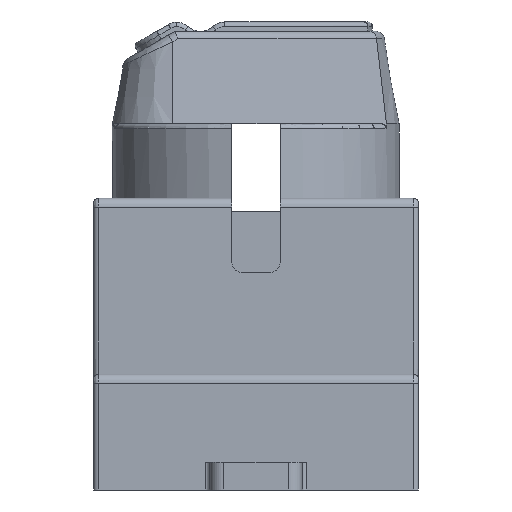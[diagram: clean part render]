
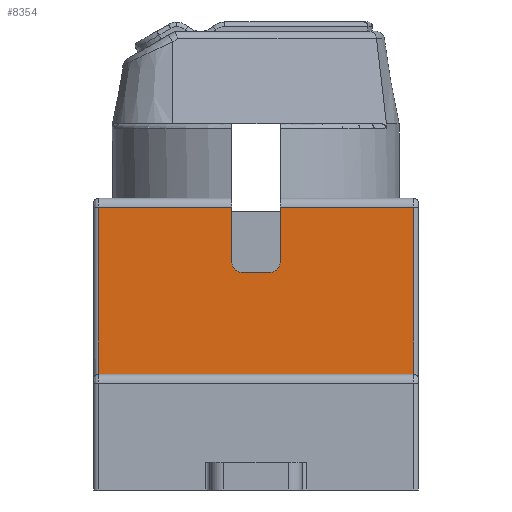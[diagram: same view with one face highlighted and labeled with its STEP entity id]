
A CAD part, front view. The second image highlights one B-rep face of the part: STEP entity #8354.
In plain terms, the highlighted planar face has unit normal (0, -1, 0).
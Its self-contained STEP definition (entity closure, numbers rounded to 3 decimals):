
#518=DIRECTION('',(0.,0.,1.));
#519=VECTOR('',#518,6.);
#520=CARTESIAN_POINT('',(-6.741,-22.234,64.182));
#521=LINE('',#520,#519);
#1456=DIRECTION('',(0.,0.,-1.));
#1457=VECTOR('',#1456,6.);
#1458=CARTESIAN_POINT('',(-11.941,-22.234,
70.182));
#1459=LINE('',#1458,#1457);
#2137=DIRECTION('',(1.,0.,0.));
#2138=VECTOR('',#2137,14.4);
#2139=CARTESIAN_POINT('',(-26.341,-22.234,
70.182));
#2140=LINE('',#2139,#2138);
#2420=DIRECTION('',(0.,0.,-1.));
#2421=VECTOR('',#2420,18.);
#2422=CARTESIAN_POINT('',(7.659,-22.234,70.182));
#2423=LINE('',#2422,#2421);
#2428=CARTESIAN_POINT('',(-10.941,-22.234,
64.182));
#2429=DIRECTION('',(0.,1.,0.));
#2430=DIRECTION('',(0.,0.,-1.));
#2431=AXIS2_PLACEMENT_3D('',#2428,#2429,#2430);
#2433=CARTESIAN_POINT('',(-7.741,-22.234,
64.182));
#2434=DIRECTION('',(0.,1.,0.));
#2435=DIRECTION('',(1.,0.,0.));
#2436=AXIS2_PLACEMENT_3D('',#2433,#2434,#2435);
#2442=DIRECTION('',(-1.,0.,0.));
#2443=VECTOR('',#2442,34.);
#2444=CARTESIAN_POINT('',(7.659,-22.234,52.182));
#2445=LINE('',#2444,#2443);
#2463=CARTESIAN_POINT('',(-26.341,-22.234,
52.182));
#2502=DIRECTION('',(0.,0.,1.));
#2503=VECTOR('',#2502,18.);
#2504=CARTESIAN_POINT('',(-26.341,-22.234,
52.182));
#2505=LINE('',#2504,#2503);
#2877=DIRECTION('',(1.,0.,0.));
#2878=VECTOR('',#2877,14.4);
#2879=CARTESIAN_POINT('',(-6.741,-22.234,
70.182));
#2880=LINE('',#2879,#2878);
#3666=DIRECTION('',(1.,0.,0.));
#3667=VECTOR('',#3666,3.2);
#3668=CARTESIAN_POINT('',(-10.941,-22.234,
63.182));
#3669=LINE('',#3668,#3667);
#4620=CARTESIAN_POINT('',(-6.741,-22.234,
64.182));
#4621=CARTESIAN_POINT('',(-7.741,-22.234,
63.182));
#4622=VERTEX_POINT('',#4620);
#4623=VERTEX_POINT('',#4621);
#4624=CARTESIAN_POINT('',(-10.941,-22.234,
63.182));
#4625=VERTEX_POINT('',#4624);
#4626=CARTESIAN_POINT('',(-11.941,-22.234,
64.182));
#4627=VERTEX_POINT('',#4626);
#4638=CARTESIAN_POINT('',(-11.941,-22.234,
70.182));
#4639=VERTEX_POINT('',#4638);
#4641=CARTESIAN_POINT('',(-26.341,-22.234,
70.182));
#4642=VERTEX_POINT('',#4641);
#4647=VERTEX_POINT('',#2463);
#4726=CARTESIAN_POINT('',(-6.741,-22.234,
70.182));
#4727=VERTEX_POINT('',#4726);
#4733=CARTESIAN_POINT('',(7.659,-22.234,70.182));
#4735=VERTEX_POINT('',#4733);
#4736=CARTESIAN_POINT('',(7.659,-22.234,52.182));
#4737=VERTEX_POINT('',#4736);
#8331=CARTESIAN_POINT('',(-9.341,-22.234,
61.182));
#8332=DIRECTION('',(0.,1.,0.));
#8333=DIRECTION('',(0.,0.,1.));
#8334=AXIS2_PLACEMENT_3D('',#8331,#8332,#8333);
#8335=PLANE('',#8334);
#8336=ORIENTED_EDGE('',*,*,#8315,.T.);
#8338=ORIENTED_EDGE('',*,*,#8337,.T.);
#8340=ORIENTED_EDGE('',*,*,#8339,.T.);
#8341=ORIENTED_EDGE('',*,*,#7739,.T.);
#8342=ORIENTED_EDGE('',*,*,#6752,.T.);
#8344=ORIENTED_EDGE('',*,*,#8343,.F.);
#8346=ORIENTED_EDGE('',*,*,#8345,.T.);
#8348=ORIENTED_EDGE('',*,*,#8347,.F.);
#8349=ORIENTED_EDGE('',*,*,#5477,.T.);
#8351=ORIENTED_EDGE('',*,*,#8350,.T.);
#8352=EDGE_LOOP('',(#8336,#8338,#8340,#8341,#8342,#8344,#8346,#8348,#8349,
#8351));
#8353=FACE_OUTER_BOUND('',#8352,.F.);
#2432=CIRCLE('',#2431,1.);
#2437=CIRCLE('',#2436,1.);
#5477=EDGE_CURVE('',#4622,#4727,#521,.T.);
#6752=EDGE_CURVE('',#4639,#4627,#1459,.T.);
#7739=EDGE_CURVE('',#4642,#4639,#2140,.T.);
#8315=EDGE_CURVE('',#4735,#4737,#2423,.T.);
#8337=EDGE_CURVE('',#4737,#4647,#2445,.T.);
#8339=EDGE_CURVE('',#4647,#4642,#2505,.T.);
#8343=EDGE_CURVE('',#4625,#4627,#2432,.T.);
#8345=EDGE_CURVE('',#4625,#4623,#3669,.T.);
#8347=EDGE_CURVE('',#4622,#4623,#2437,.T.);
#8350=EDGE_CURVE('',#4727,#4735,#2880,.T.);
#8354=ADVANCED_FACE('',(#8353),#8335,.F.);
